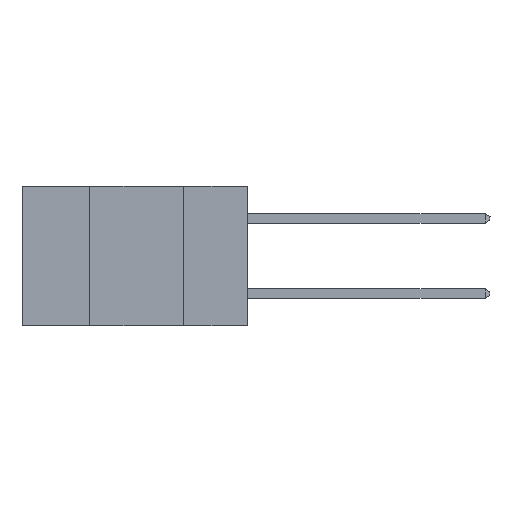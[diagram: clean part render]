
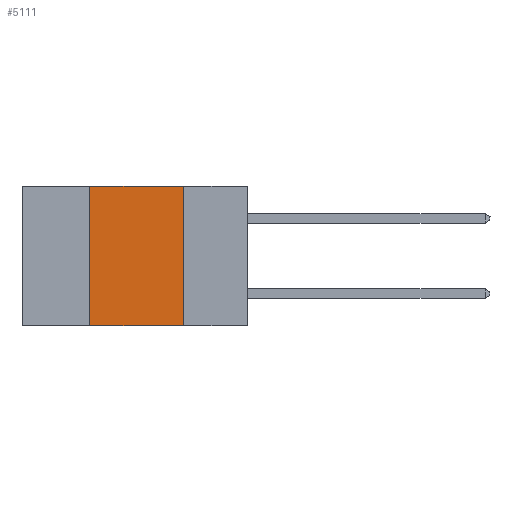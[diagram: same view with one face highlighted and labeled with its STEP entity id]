
A CAD part, left-side view. The second image highlights one B-rep face of the part: STEP entity #5111.
In plain terms, the highlighted planar face has unit normal (-1, 0, 0).
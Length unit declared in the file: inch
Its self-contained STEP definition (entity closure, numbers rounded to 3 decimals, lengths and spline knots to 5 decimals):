
#296 = VECTOR ( 'NONE', #20682, 39.37008 ) ;
#373 = ORIENTED_EDGE ( 'NONE', *, *, #5907, .F. ) ;
#1387 = PLANE ( 'NONE',  #18042 ) ;
#1806 = DIRECTION ( 'NONE',  ( 1., 0., 0. ) ) ;
#1969 = DIRECTION ( 'NONE',  ( 0., 0., -1. ) ) ;
#2805 = DIRECTION ( 'NONE',  ( 0., 0., -1. ) ) ;
#4496 = CARTESIAN_POINT ( 'NONE',  ( 0., 0.42, 0. ) ) ;
#5111 = ADVANCED_FACE ( 'NONE', ( #19274 ), #1387, .F. ) ;
#5374 = CARTESIAN_POINT ( 'NONE',  ( 0., 0.42, 0. ) ) ;
#5438 = EDGE_LOOP ( 'NONE', ( #16131, #13437, #373, #11494 ) ) ;
#5890 = EDGE_CURVE ( 'NONE', #13148, #8139, #13523, .T. ) ;
#5907 = EDGE_CURVE ( 'NONE', #13148, #17469, #17795, .T. ) ;
#6522 = VECTOR ( 'NONE', #2805, 39.37008 ) ;
#6876 = CARTESIAN_POINT ( 'NONE',  ( 0., 0.17, 0. ) ) ;
#7037 = LINE ( 'NONE', #12623, #6522 ) ;
#8139 = VERTEX_POINT ( 'NONE', #13046 ) ;
#8470 = DIRECTION ( 'NONE',  ( 0., -1., 0. ) ) ;
#8905 = LINE ( 'NONE', #14943, #17008 ) ;
#10323 = VERTEX_POINT ( 'NONE', #6876 ) ;
#11494 = ORIENTED_EDGE ( 'NONE', *, *, #5890, .T. ) ;
#12623 = CARTESIAN_POINT ( 'NONE',  ( 0., 0.17, 0. ) ) ;
#13046 = CARTESIAN_POINT ( 'NONE',  ( 0., 0.17, -0.37 ) ) ;
#13148 = VERTEX_POINT ( 'NONE', #15615 ) ;
#13437 = ORIENTED_EDGE ( 'NONE', *, *, #14688, .F. ) ;
#13523 = LINE ( 'NONE', #15204, #296 ) ;
#14688 = EDGE_CURVE ( 'NONE', #17469, #10323, #8905, .T. ) ;
#14732 = CARTESIAN_POINT ( 'NONE',  ( 0., 0.6, 0. ) ) ;
#14943 = CARTESIAN_POINT ( 'NONE',  ( 0., 0.6, 0. ) ) ;
#15163 = DIRECTION ( 'NONE',  ( 0., 0., 1. ) ) ;
#15204 = CARTESIAN_POINT ( 'NONE',  ( 0., 0.6, -0.37 ) ) ;
#15615 = CARTESIAN_POINT ( 'NONE',  ( 0., 0.42, -0.37 ) ) ;
#16131 = ORIENTED_EDGE ( 'NONE', *, *, #16789, .F. ) ;
#16789 = EDGE_CURVE ( 'NONE', #10323, #8139, #7037, .T. ) ;
#17008 = VECTOR ( 'NONE', #8470, 39.37008 ) ;
#17296 = VECTOR ( 'NONE', #15163, 39.37008 ) ;
#17469 = VERTEX_POINT ( 'NONE', #4496 ) ;
#17795 = LINE ( 'NONE', #5374, #17296 ) ;
#18042 = AXIS2_PLACEMENT_3D ( 'NONE', #14732, #1806, #1969 ) ;
#19274 = FACE_OUTER_BOUND ( 'NONE', #5438, .T. ) ;
#20682 = DIRECTION ( 'NONE',  ( 0., -1., 0. ) ) ;
